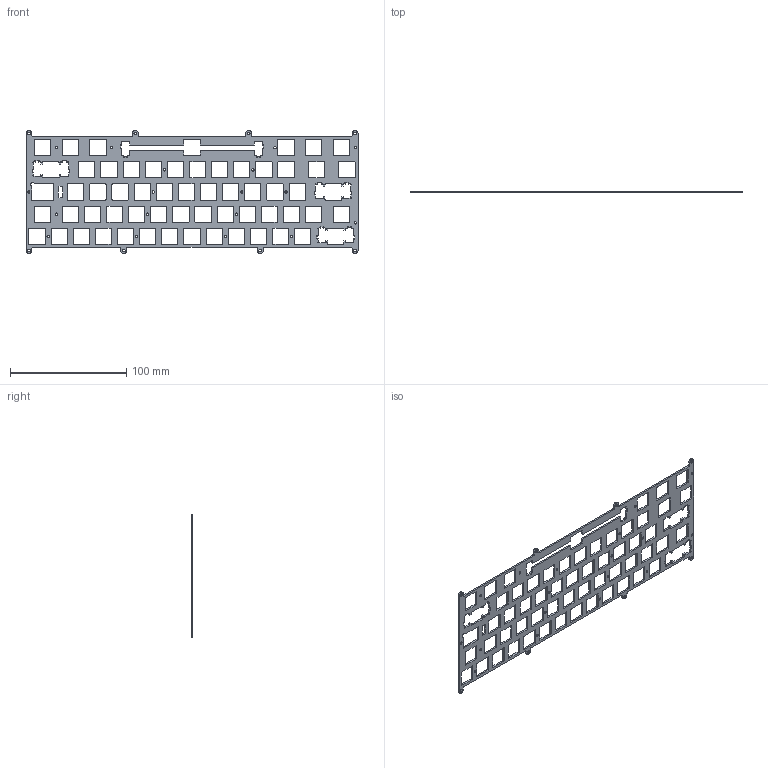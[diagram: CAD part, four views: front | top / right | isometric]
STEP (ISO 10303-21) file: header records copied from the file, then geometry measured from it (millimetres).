
FILE_DESCRIPTION (( 'STEP AP203' ), '1' );
FILE_NAME ('静电容钢板定位板无分裂(2023-7-15-001).STEP', '2023-07-15T01:41:54', ( '' ), ( '' ), 'SwSTEP 2.0', 'SolidWorks 2020', '' );
FILE_SCHEMA (( 'CONFIG_CONTROL_DESIGN' ));
Length unit declared in the file: millimetre
Products named in the file (1): 静电容钢板定位板无分裂(2023-7-15-001)
Bounding box: 285.75 x 1.5 x 105.9 mm (x, y, z)
Volume: 21041.5 mm3; surface area: 35300.1 mm2
Topology: 1 solids, 1 shells, 816 faces, 2442 edges, 1628 vertices
Faces by surface type: cylinder 418, plane 398
Entity records: 28151 total; most frequent: DIRECTION 4912, CARTESIAN_POINT 4887, ORIENTED_EDGE 4884, EDGE_CURVE 2442, AXIS2_PLACEMENT_3D 1653, VERTEX_POINT 1628, LINE 1606, VECTOR 1606
